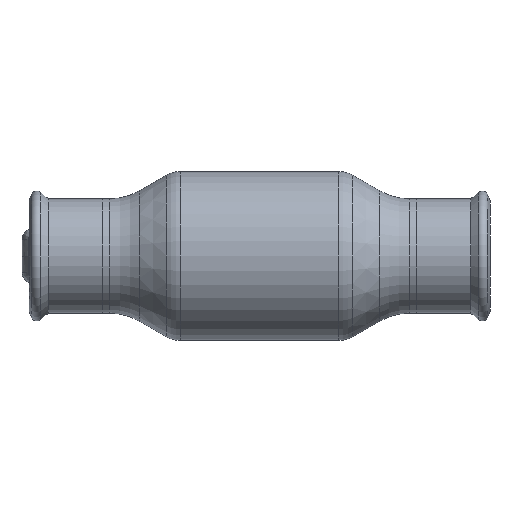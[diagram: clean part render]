
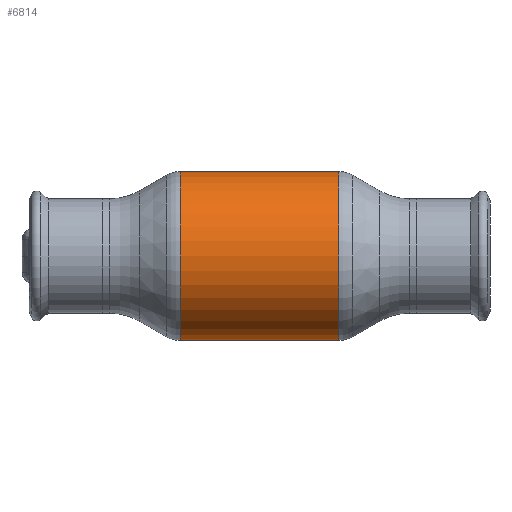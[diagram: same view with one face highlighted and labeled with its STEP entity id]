
A CAD part, front view. The second image highlights one B-rep face of the part: STEP entity #6814.
In plain terms, the highlighted cylindrical face has radius 42.5 mm (diameter 85 mm), a partial arc.
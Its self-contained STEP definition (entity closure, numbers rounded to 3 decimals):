
#356 = CARTESIAN_POINT ( 'NONE',  ( 39.749, 0., -42.5 ) ) ;
#3770 = AXIS2_PLACEMENT_3D ( 'NONE', #16386, #20769, #58722 ) ;
#4407 = EDGE_CURVE ( 'NONE', #36410, #49527, #52600, .T. ) ;
#6814 = ADVANCED_FACE ( 'NONE', ( #47229 ), #61454, .T. ) ;
#8606 = ORIENTED_EDGE ( 'NONE', *, *, #10626, .T. ) ;
#8901 = AXIS2_PLACEMENT_3D ( 'NONE', #9892, #38249, #33858 ) ;
#9892 = CARTESIAN_POINT ( 'NONE',  ( -39.749, 0., 0. ) ) ;
#10626 = EDGE_CURVE ( 'NONE', #36410, #33315, #46880, .T. ) ;
#11188 = ORIENTED_EDGE ( 'NONE', *, *, #57183, .F. ) ;
#13568 = DIRECTION ( 'NONE',  ( -1., 0., 0. ) ) ;
#16154 = EDGE_CURVE ( 'NONE', #33315, #56748, #50106, .T. ) ;
#16386 = CARTESIAN_POINT ( 'NONE',  ( 39.749, 0., 0. ) ) ;
#17984 = DIRECTION ( 'NONE',  ( 0., 0., 1. ) ) ;
#20769 = DIRECTION ( 'NONE',  ( -1., 0., 0. ) ) ;
#23536 = CARTESIAN_POINT ( 'NONE',  ( 39.749, 0., 42.5 ) ) ;
#23939 = CARTESIAN_POINT ( 'NONE',  ( -39.749, 0., -42.5 ) ) ;
#25099 = DIRECTION ( 'NONE',  ( -1., 0., 0. ) ) ;
#26386 = EDGE_LOOP ( 'NONE', ( #31330, #8606, #39231, #11188 ) ) ;
#26729 = CIRCLE ( 'NONE', #8901, 42.5 ) ;
#31330 = ORIENTED_EDGE ( 'NONE', *, *, #4407, .F. ) ;
#33315 = VERTEX_POINT ( 'NONE', #23536 ) ;
#33858 = DIRECTION ( 'NONE',  ( 0., 0., 1. ) ) ;
#36410 = VERTEX_POINT ( 'NONE', #356 ) ;
#36940 = CARTESIAN_POINT ( 'NONE',  ( -62.69, 0., 0. ) ) ;
#38166 = VECTOR ( 'NONE', #13568, 1000. ) ;
#38249 = DIRECTION ( 'NONE',  ( -1., 0., 0. ) ) ;
#39231 = ORIENTED_EDGE ( 'NONE', *, *, #16154, .T. ) ;
#46880 = CIRCLE ( 'NONE', #3770, 42.5 ) ;
#47229 = FACE_OUTER_BOUND ( 'NONE', #26386, .T. ) ;
#47602 = AXIS2_PLACEMENT_3D ( 'NONE', #36940, #57428, #17984 ) ;
#49247 = CARTESIAN_POINT ( 'NONE',  ( -62.69, 0., -42.5 ) ) ;
#49527 = VERTEX_POINT ( 'NONE', #23939 ) ;
#50106 = LINE ( 'NONE', #61544, #38166 ) ;
#52600 = LINE ( 'NONE', #49247, #55614 ) ;
#55614 = VECTOR ( 'NONE', #25099, 1000. ) ;
#56748 = VERTEX_POINT ( 'NONE', #57521 ) ;
#57183 = EDGE_CURVE ( 'NONE', #49527, #56748, #26729, .T. ) ;
#57428 = DIRECTION ( 'NONE',  ( -1., 0., 0. ) ) ;
#57521 = CARTESIAN_POINT ( 'NONE',  ( -39.749, 0., 42.5 ) ) ;
#58722 = DIRECTION ( 'NONE',  ( 0., 0., 1. ) ) ;
#61454 = CYLINDRICAL_SURFACE ( 'NONE', #47602, 42.5 ) ;
#61544 = CARTESIAN_POINT ( 'NONE',  ( -62.69, 0., 42.5 ) ) ;
